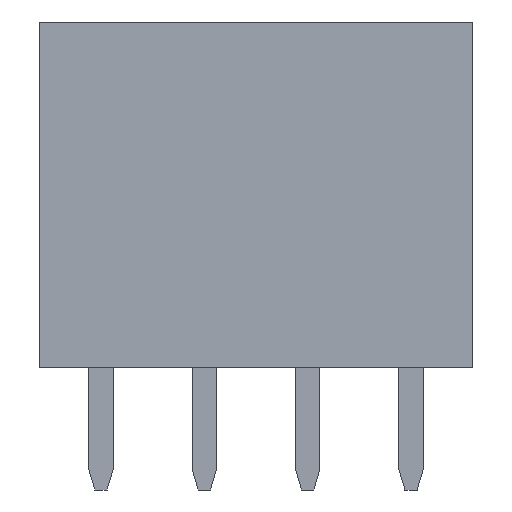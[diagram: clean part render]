
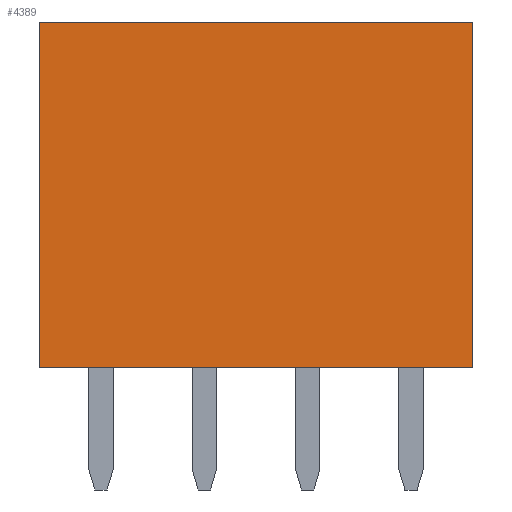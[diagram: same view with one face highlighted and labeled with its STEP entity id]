
A CAD part, front view. The second image highlights one B-rep face of the part: STEP entity #4389.
In plain terms, the highlighted face is planar.
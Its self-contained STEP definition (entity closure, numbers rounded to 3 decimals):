
#159=FACE_OUTER_BOUND('',#417,.T.);
#417=EDGE_LOOP('',(#3135,#3136,#3137,#3138));
#664=LINE('',#6009,#1280);
#669=LINE('',#6018,#1285);
#856=LINE('',#6377,#1472);
#858=LINE('',#6380,#1474);
#1280=VECTOR('',#4896,10.);
#1285=VECTOR('',#4903,25.9);
#1472=VECTOR('',#5102,25.9);
#1474=VECTOR('',#5106,8.5);
#1896=VERTEX_POINT('',#6006);
#1897=VERTEX_POINT('',#6008);
#1900=VERTEX_POINT('',#6016);
#2066=VERTEX_POINT('',#6376);
#2296=EDGE_CURVE('',#1897,#1896,#664,.T.);
#2301=EDGE_CURVE('',#1900,#1896,#669,.T.);
#2488=EDGE_CURVE('',#2066,#1897,#856,.T.);
#2490=EDGE_CURVE('',#1900,#2066,#858,.T.);
#3135=ORIENTED_EDGE('',*,*,#2296,.T.);
#3136=ORIENTED_EDGE('',*,*,#2301,.F.);
#3137=ORIENTED_EDGE('',*,*,#2490,.T.);
#3138=ORIENTED_EDGE('',*,*,#2488,.T.);
#4147=PLANE('',#4647);
#4389=ADVANCED_FACE('',(#159),#4147,.T.);
#4647=AXIS2_PLACEMENT_3D('',#6379,#5104,#5105);
#4896=DIRECTION('',(0.,1.,0.));
#4903=DIRECTION('',(1.,0.,0.));
#5102=DIRECTION('',(1.,0.,0.));
#5104=DIRECTION('center_axis',(0.,0.,1.));
#5105=DIRECTION('ref_axis',(0.,-1.,0.));
#5106=DIRECTION('',(0.,-1.,0.));
#6006=CARTESIAN_POINT('',(-27.69,8.5,2.5));
#6008=CARTESIAN_POINT('',(-27.69,0.,2.5));
#6009=CARTESIAN_POINT('',(-27.69,6.45,2.5));
#6016=CARTESIAN_POINT('',(-38.35,8.5,2.5));
#6018=CARTESIAN_POINT('',(-38.35,8.5,2.5));
#6376=CARTESIAN_POINT('',(-38.35,0.,2.5));
#6377=CARTESIAN_POINT('',(-38.35,0.,2.5));
#6379=CARTESIAN_POINT('Origin',(-12.95,8.5,2.5));
#6380=CARTESIAN_POINT('',(-38.35,8.5,2.5));
